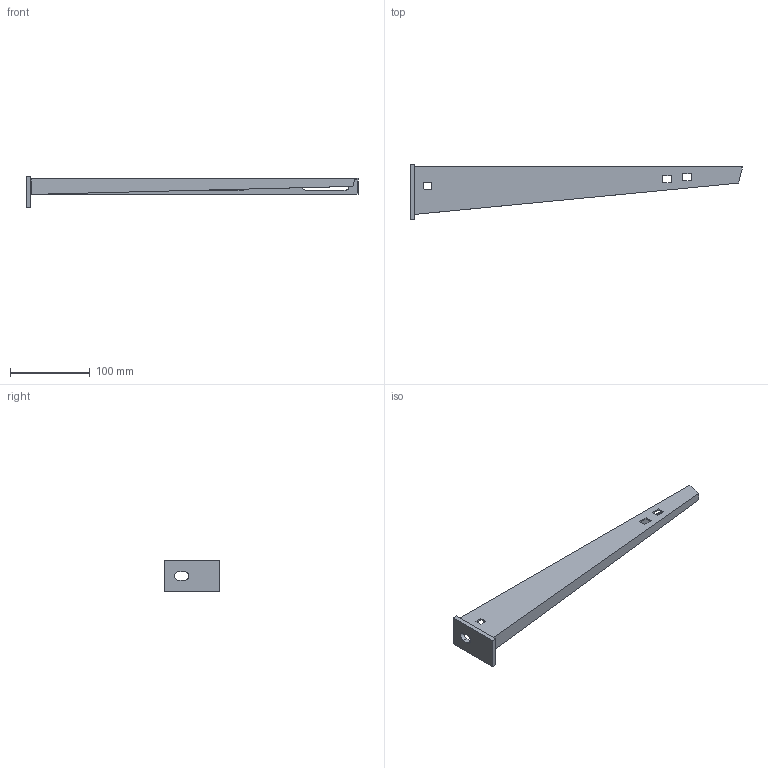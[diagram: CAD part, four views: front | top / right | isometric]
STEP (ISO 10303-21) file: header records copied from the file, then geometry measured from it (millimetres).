
FILE_DESCRIPTION (( 'STEP AP214' ), '1' );
FILE_NAME ('6420745.stp', '2024-06-14T06:16:17', ( '' ), ( '' ), 'SwSTEP 2.0', 'SolidWorks 2022', '' );
FILE_SCHEMA (( 'AUTOMOTIVE_DESIGN' ));
Length unit declared in the file: millimetre
Products named in the file (3): KTS 04.020-031_70x40x6; KTS 04.019-057_AS_AW_MLAR; 6420745
Assembly tree (2 placements, depth 2):
  6420745
    KTS 04.019-057_AS_AW_MLAR
    KTS 04.020-031_70x40x6
Bounding box: 416 x 70 x 40 mm (x, y, z)
Volume: 67727.2 mm3; surface area: 64545.1 mm2
Topology: 2 solids, 2 shells, 61 faces, 173 edges, 116 vertices
Faces by surface type: plane 44, cylinder 14, bspline 3
Entity records: 2224 total; most frequent: CARTESIAN_POINT 509, ORIENTED_EDGE 346, DIRECTION 310, EDGE_CURVE 173, VECTOR 128, LINE 128, VERTEX_POINT 116, AXIS2_PLACEMENT_3D 91
